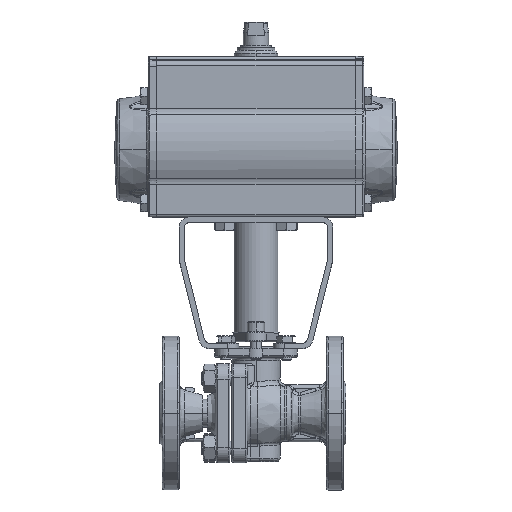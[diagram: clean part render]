
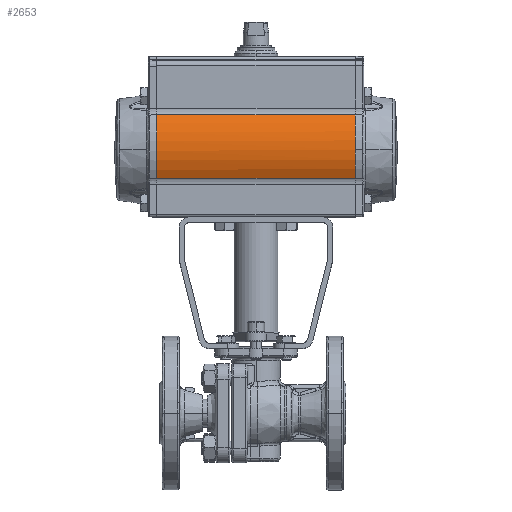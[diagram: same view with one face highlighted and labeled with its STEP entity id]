
A CAD part, top view. The second image highlights one B-rep face of the part: STEP entity #2653.
In plain terms, the highlighted cylindrical face has radius 35.5 mm (diameter 71 mm), a partial arc.
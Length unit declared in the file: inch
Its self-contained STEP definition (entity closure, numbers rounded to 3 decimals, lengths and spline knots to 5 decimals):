
#165 = DIRECTION ( 'NONE',  ( 0., -1., 0. ) ) ;
#1490 = ORIENTED_EDGE ( 'NONE', *, *, #36949, .T. ) ;
#1822 = DIRECTION ( 'NONE',  ( 1., 0., 0. ) ) ;
#2653 = ADVANCED_FACE ( 'NONE', ( #63581 ), #9793, .T. ) ;
#6218 = DIRECTION ( 'NONE',  ( 1., 0., 0. ) ) ;
#7084 = ORIENTED_EDGE ( 'NONE', *, *, #38455, .T. ) ;
#8069 = VECTOR ( 'NONE', #1822, 39.37008 ) ;
#9793 = CYLINDRICAL_SURFACE ( 'NONE', #79279, 1.39764 ) ;
#13405 = CARTESIAN_POINT ( 'NONE',  ( 2.25984, 6.80544, 1.151 ) ) ;
#16242 = DIRECTION ( 'NONE',  ( -1., 0., 0. ) ) ;
#18347 = VERTEX_POINT ( 'NONE', #72437 ) ;
#19730 = DIRECTION ( 'NONE',  ( 1., 0., 0. ) ) ;
#19796 = AXIS2_PLACEMENT_3D ( 'NONE', #55163, #16242, #61674 ) ;
#20552 = EDGE_LOOP ( 'NONE', ( #7084, #1490, #57303, #38841, #79542 ) ) ;
#27634 = DIRECTION ( 'NONE',  ( -1., 0., 0. ) ) ;
#29007 = EDGE_CURVE ( 'NONE', #30542, #52415, #76294, .T. ) ;
#30515 = CIRCLE ( 'NONE', #46333, 1.39764 ) ;
#30542 = VERTEX_POINT ( 'NONE', #63265 ) ;
#30883 = CARTESIAN_POINT ( 'NONE',  ( -2.25984, 6.80544, 1.151 ) ) ;
#33957 = DIRECTION ( 'NONE',  ( -1., 0., 0. ) ) ;
#36949 = EDGE_CURVE ( 'NONE', #18347, #30542, #30515, .T. ) ;
#38455 = EDGE_CURVE ( 'NONE', #46852, #18347, #42631, .T. ) ;
#38841 = ORIENTED_EDGE ( 'NONE', *, *, #42986, .T. ) ;
#40693 = CIRCLE ( 'NONE', #75801, 1.39764 ) ;
#40738 = CARTESIAN_POINT ( 'NONE',  ( -2.25984, 5.35489, 1.23321 ) ) ;
#42631 = LINE ( 'NONE', #40738, #8069 ) ;
#42986 = EDGE_CURVE ( 'NONE', #52415, #46269, #75854, .T. ) ;
#44999 = CARTESIAN_POINT ( 'NONE',  ( -2.25984, 5.35489, 1.23321 ) ) ;
#45116 = CARTESIAN_POINT ( 'NONE',  ( -2.25984, 6.0126, 0. ) ) ;
#46269 = VERTEX_POINT ( 'NONE', #30883 ) ;
#46333 = AXIS2_PLACEMENT_3D ( 'NONE', #72853, #33957, #79431 ) ;
#46852 = VERTEX_POINT ( 'NONE', #44999 ) ;
#51610 = DIRECTION ( 'NONE',  ( 0., -1., 0. ) ) ;
#52415 = VERTEX_POINT ( 'NONE', #13405 ) ;
#55163 = CARTESIAN_POINT ( 'NONE',  ( 2.25984, 6.0126, 0. ) ) ;
#57303 = ORIENTED_EDGE ( 'NONE', *, *, #29007, .T. ) ;
#58554 = VECTOR ( 'NONE', #27634, 39.37008 ) ;
#58615 = CARTESIAN_POINT ( 'NONE',  ( -2.25984, 6.0126, 0. ) ) ;
#61674 = DIRECTION ( 'NONE',  ( 0., -1., 0. ) ) ;
#63265 = CARTESIAN_POINT ( 'NONE',  ( 2.25984, 6.0126, 1.39764 ) ) ;
#63581 = FACE_OUTER_BOUND ( 'NONE', #20552, .T. ) ;
#65290 = EDGE_CURVE ( 'NONE', #46269, #46852, #40693, .T. ) ;
#65942 = CARTESIAN_POINT ( 'NONE',  ( -2.25984, 6.80544, 1.151 ) ) ;
#72437 = CARTESIAN_POINT ( 'NONE',  ( 2.25984, 5.35489, 1.23321 ) ) ;
#72853 = CARTESIAN_POINT ( 'NONE',  ( 2.25984, 6.0126, 0. ) ) ;
#75801 = AXIS2_PLACEMENT_3D ( 'NONE', #45116, #6218, #51610 ) ;
#75854 = LINE ( 'NONE', #65942, #58554 ) ;
#76294 = CIRCLE ( 'NONE', #19796, 1.39764 ) ;
#79279 = AXIS2_PLACEMENT_3D ( 'NONE', #58615, #19730, #165 ) ;
#79431 = DIRECTION ( 'NONE',  ( 0., -1., 0. ) ) ;
#79542 = ORIENTED_EDGE ( 'NONE', *, *, #65290, .T. ) ;
